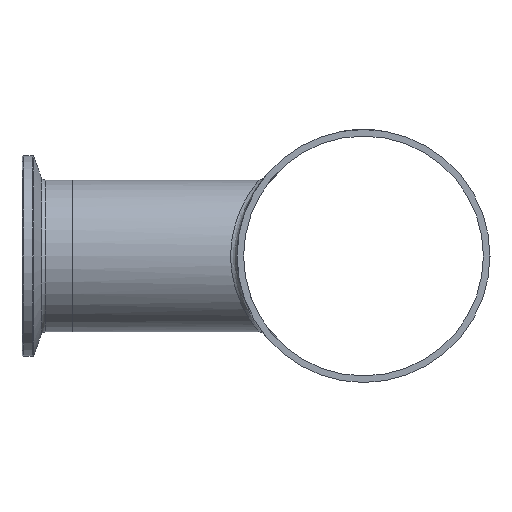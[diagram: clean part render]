
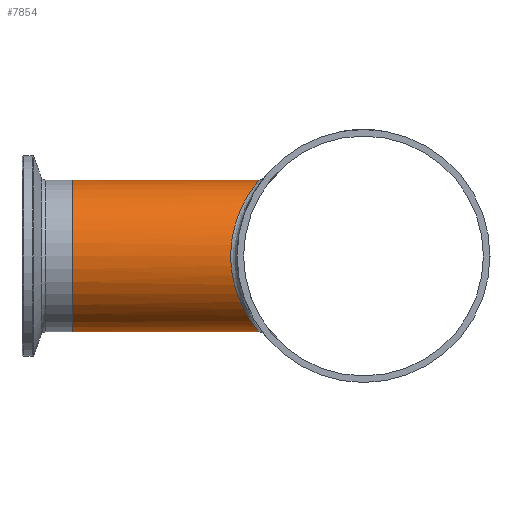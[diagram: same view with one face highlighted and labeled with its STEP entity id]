
A CAD part, left-side view. The second image highlights one B-rep face of the part: STEP entity #7854.
In plain terms, the highlighted cylindrical face has radius 19.05 mm (diameter 38.1 mm), a full revolution.
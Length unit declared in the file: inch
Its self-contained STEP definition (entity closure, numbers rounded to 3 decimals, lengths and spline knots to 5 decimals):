
#147=FACE_BOUND('',#1439,.T.);
#965=FACE_OUTER_BOUND('',#1438,.T.);
#1438=EDGE_LOOP('',(#7281));
#1439=EDGE_LOOP('',(#7282));
#2723=CIRCLE('',#8328,0.75);
#3106=B_SPLINE_CURVE_WITH_KNOTS('',3,(#16937,#16938,#16939,#16940,#16941,
#16942,#16943,#16944,#16945,#16946,#16947,#16948,#16949,#16950,#16951,#16952,
#16953,#16954,#16955,#16956,#16957,#16958),.UNSPECIFIED.,.T.,.F.,(4,1,1,
1,1,1,1,1,1,1,1,1,1,1,1,1,1,1,1,4),(0.,0.42303,0.84606,
1.69211,2.53817,2.9612,3.38423,4.5123,
5.07634,5.64038,6.20441,6.76845,7.61451,
8.46057,8.88359,9.30662,10.15268,10.99873,
11.42176,11.84479),.UNSPECIFIED.);
#3860=VERTEX_POINT('',#16823);
#3861=VERTEX_POINT('',#16935);
#5009=EDGE_CURVE('',#3860,#3860,#2723,.T.);
#5011=EDGE_CURVE('',#3861,#3861,#3106,.T.);
#7281=ORIENTED_EDGE('',*,*,#5009,.T.);
#7282=ORIENTED_EDGE('',*,*,#5011,.F.);
#7370=CYLINDRICAL_SURFACE('',#8330,0.75);
#7854=ADVANCED_FACE('',(#965,#147),#7370,.T.);
#8328=AXIS2_PLACEMENT_3D('',#16824,#9820,#9821);
#8330=AXIS2_PLACEMENT_3D('',#16959,#9824,#9825);
#9820=DIRECTION('center_axis',(0.,-1.,0.));
#9821=DIRECTION('ref_axis',(1.,0.,0.));
#9824=DIRECTION('center_axis',(0.,-1.,0.));
#9825=DIRECTION('ref_axis',(1.,0.,0.));
#16823=CARTESIAN_POINT('',(-0.75,2.875,0.));
#16824=CARTESIAN_POINT('Origin',(0.,2.875,0.));
#16935=CARTESIAN_POINT('',(0.,1.03078,0.75));
#16937=CARTESIAN_POINT('Ctrl Pts',(0.,1.03076,
0.74999));
#16938=CARTESIAN_POINT('Ctrl Pts',(-0.05773,1.03076,
0.74999));
#16939=CARTESIAN_POINT('Ctrl Pts',(-0.1732,1.04254,
0.73657));
#16940=CARTESIAN_POINT('Ctrl Pts',(-0.38558,1.10376,
0.65963));
#16941=CARTESIAN_POINT('Ctrl Pts',(-0.60161,1.21495,
0.4874));
#16942=CARTESIAN_POINT('Ctrl Pts',(-0.72973,1.29897,0.23114));
#16943=CARTESIAN_POINT('Ctrl Pts',(-0.75681,1.31696,
0.00013));
#16944=CARTESIAN_POINT('Ctrl Pts',(-0.72506,1.29618,
-0.2703));
#16945=CARTESIAN_POINT('Ctrl Pts',(-0.57666,1.19758,
-0.51753));
#16946=CARTESIAN_POINT('Ctrl Pts',(-0.33532,1.08653,
-0.6827));
#16947=CARTESIAN_POINT('Ctrl Pts',(-0.11787,1.02847,
-0.75297));
#16948=CARTESIAN_POINT('Ctrl Pts',(0.11789,1.02851,-0.75283));
#16949=CARTESIAN_POINT('Ctrl Pts',(0.37139,1.09641,-0.67119));
#16950=CARTESIAN_POINT('Ctrl Pts',(0.60148,1.21494,-0.48721));
#16951=CARTESIAN_POINT('Ctrl Pts',(0.72981,1.29892,-0.23131));
#16952=CARTESIAN_POINT('Ctrl Pts',(0.75675,1.31703,0.));
#16953=CARTESIAN_POINT('Ctrl Pts',(0.72976,1.29891,0.23129));
#16954=CARTESIAN_POINT('Ctrl Pts',(0.60158,1.215,0.48742));
#16955=CARTESIAN_POINT('Ctrl Pts',(0.38559,1.10374,0.65963));
#16956=CARTESIAN_POINT('Ctrl Pts',(0.17319,1.04254,0.73657));
#16957=CARTESIAN_POINT('Ctrl Pts',(0.05773,1.03076,
0.74999));
#16958=CARTESIAN_POINT('Ctrl Pts',(0.,1.03076,
0.74999));
#16959=CARTESIAN_POINT('Origin',(0.,2.875,0.));
